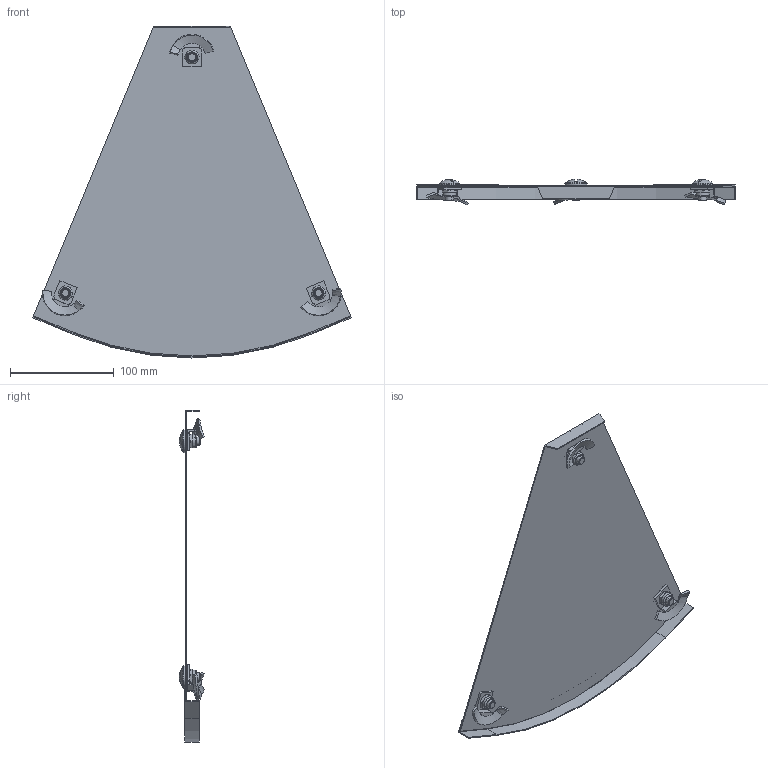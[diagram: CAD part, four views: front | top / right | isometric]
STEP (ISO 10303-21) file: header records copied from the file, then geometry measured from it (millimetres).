
FILE_DESCRIPTION (( 'STEP AP203' ), '1' );
FILE_NAME ('7133936.STEP', '2019-11-04T10:03:42', ( '' ), ( '' ), 'SwSTEP 2.0', 'SolidWorks 2018', '' );
FILE_SCHEMA (( 'CONFIG_CONTROL_DESIGN' ));
Length unit declared in the file: millimetre
Products named in the file (7): KTS 14.002-012_M8x16; KTS 08.038-115_R=300,5  A=41,5; 099600_Standard; KTS 08.038-111_NB=300 d-16,5 f〉 Helix-Drehriegel; 7133936; 020263_DIN EN ISO 10511 - M8 ; KTS 08.083-001_Standard
Assembly tree (14 placements, depth 2):
  7133936
    KTS 08.038-111_NB=300 d-16,5 f〉 Helix-Drehriegel
    KTS 08.038-115_R=300,5  A=41,5
    KTS 08.083-001_Standard  x3
    KTS 14.002-012_M8x16  x3
    099600_Standard  x3
    020263_DIN EN ISO 10511 - M8   x3
Bounding box: 306.67 x 24.53 x 319.81 mm (x, y, z)
Volume: 83552.5 mm3; surface area: 154934.3 mm2
Topology: 14 solids, 14 shells, 370 faces, 918 edges, 585 vertices
Faces by surface type: plane 160, bspline 68, cylinder 64, cone 60, torus 12, sphere 6
Entity records: 7092 total; most frequent: CARTESIAN_POINT 2846, ORIENTED_EDGE 732, DIRECTION 606, EDGE_CURVE 366, VERTEX_POINT 235, AXIS2_PLACEMENT_3D 229, EDGE_LOOP 161, LINE 148
